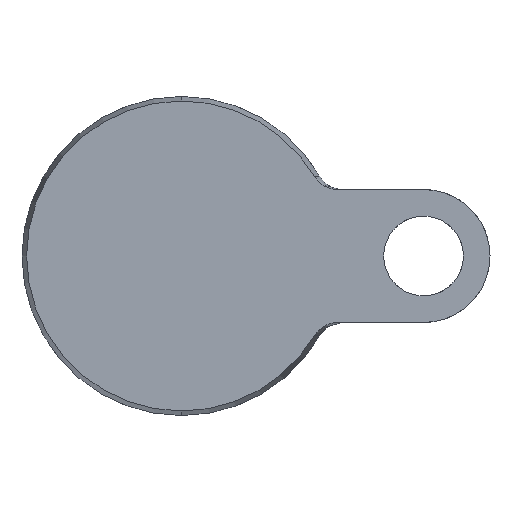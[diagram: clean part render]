
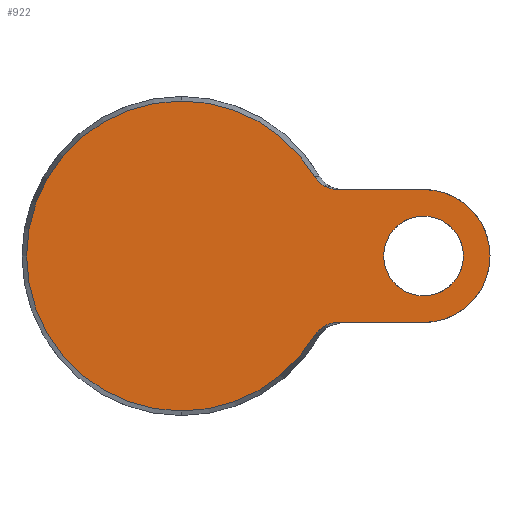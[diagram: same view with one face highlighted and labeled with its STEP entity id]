
A CAD part, front view. The second image highlights one B-rep face of the part: STEP entity #922.
In plain terms, the highlighted planar face has unit normal (0, -1, 0).
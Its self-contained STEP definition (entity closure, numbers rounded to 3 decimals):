
#17 = CARTESIAN_POINT ( 'NONE',  ( 27.057, 0., 13.048 ) ) ;
#24 = CIRCLE ( 'NONE', #1344, 29.143 ) ;
#31 = CARTESIAN_POINT ( 'NONE',  ( 26.144, 0., 13.642 ) ) ;
#39 = CARTESIAN_POINT ( 'NONE',  ( 29.374, 0., -12.5 ) ) ;
#41 = CARTESIAN_POINT ( 'NONE',  ( 26.497, 0., -13.379 ) ) ;
#43 = DIRECTION ( 'NONE',  ( 0., -1., 0. ) ) ;
#46 = DIRECTION ( 'NONE',  ( 0., 1., 0. ) ) ;
#64 = ORIENTED_EDGE ( 'NONE', *, *, #884, .T. ) ;
#80 = EDGE_CURVE ( 'NONE', #348, #1203, #638, .T. ) ;
#97 = CARTESIAN_POINT ( 'NONE',  ( 45.5, 0., 0. ) ) ;
#98 = CARTESIAN_POINT ( 'NONE',  ( 15., 0., -12.5 ) ) ;
#109 = AXIS2_PLACEMENT_3D ( 'NONE', #299, #420, #1262 ) ;
#125 = CARTESIAN_POINT ( 'NONE',  ( 25.976, 0., 13.785 ) ) ;
#135 = AXIS2_PLACEMENT_3D ( 'NONE', #1137, #1370, #324 ) ;
#150 = CARTESIAN_POINT ( 'NONE',  ( 28.933, 0., -12.5 ) ) ;
#151 = VECTOR ( 'NONE', #524, 1000. ) ;
#165 = CARTESIAN_POINT ( 'NONE',  ( 45.5, 0., -12.5 ) ) ;
#170 = VERTEX_POINT ( 'NONE', #893 ) ;
#183 = VERTEX_POINT ( 'NONE', #1319 ) ;
#192 = ORIENTED_EDGE ( 'NONE', *, *, #722, .F. ) ;
#211 = VERTEX_POINT ( 'NONE', #483 ) ;
#224 = CARTESIAN_POINT ( 'NONE',  ( 27.253, 0., 12.954 ) ) ;
#241 = CIRCLE ( 'NONE', #1233, 7.5 ) ;
#262 = CARTESIAN_POINT ( 'NONE',  ( 0., 0., 0. ) ) ;
#289 = EDGE_CURVE ( 'NONE', #170, #846, #334, .T. ) ;
#299 = CARTESIAN_POINT ( 'NONE',  ( -29.143, 0., 0. ) ) ;
#303 = CARTESIAN_POINT ( 'NONE',  ( 29.374, 0., 12.5 ) ) ;
#324 = DIRECTION ( 'NONE',  ( 0., 0., -1. ) ) ;
#327 = CARTESIAN_POINT ( 'NONE',  ( 28.933, 0., 12.5 ) ) ;
#330 = AXIS2_PLACEMENT_3D ( 'NONE', #1002, #46, #471 ) ;
#334 = CIRCLE ( 'NONE', #1123, 12.5 ) ;
#344 = CARTESIAN_POINT ( 'NONE',  ( 25.237, 0., 14.58 ) ) ;
#348 = VERTEX_POINT ( 'NONE', #303 ) ;
#354 = CARTESIAN_POINT ( 'NONE',  ( 25.011, 0., -14.959 ) ) ;
#420 = DIRECTION ( 'NONE',  ( 0., 1., 0. ) ) ;
#449 = CARTESIAN_POINT ( 'NONE',  ( 27.869, 0., 12.721 ) ) ;
#455 = ORIENTED_EDGE ( 'NONE', *, *, #528, .T. ) ;
#458 = CARTESIAN_POINT ( 'NONE',  ( 27.871, 0., -12.72 ) ) ;
#471 = DIRECTION ( 'NONE',  ( 0., 0., 1. ) ) ;
#475 = CARTESIAN_POINT ( 'NONE',  ( 25.977, 0., -13.784 ) ) ;
#483 = CARTESIAN_POINT ( 'NONE',  ( 45.5, 0., -7.5 ) ) ;
#496 = FACE_OUTER_BOUND ( 'NONE', #1258, .T. ) ;
#500 = DIRECTION ( 'NONE',  ( 0., 0., -1. ) ) ;
#524 = DIRECTION ( 'NONE',  ( -1., 0., 0. ) ) ;
#528 = EDGE_CURVE ( 'NONE', #817, #868, #1213, .T. ) ;
#550 = CARTESIAN_POINT ( 'NONE',  ( 25.507, 0., 14.24 ) ) ;
#569 = CARTESIAN_POINT ( 'NONE',  ( 25.508, 0., -14.24 ) ) ;
#590 = ORIENTED_EDGE ( 'NONE', *, *, #1224, .T. ) ;
#638 = B_SPLINE_CURVE_WITH_KNOTS ( 'NONE', 3,
 ( #654, #327, #1189, #449, #882, #224, #17, #764, #1197, #31, #125, #550, #344, #1202 ),
 .UNSPECIFIED., .F., .F.,
 ( 4, 2, 2, 2, 2, 2, 4 ),
 ( 0., 0.001, 0.002, 0.003, 0.003, 0.004, 0.005 ),
 .UNSPECIFIED. ) ;
#654 = CARTESIAN_POINT ( 'NONE',  ( 29.374, 0., 12.5 ) ) ;
#665 = CARTESIAN_POINT ( 'NONE',  ( 28.503, 0., -12.556 ) ) ;
#676 = ORIENTED_EDGE ( 'NONE', *, *, #1068, .F. ) ;
#679 = CARTESIAN_POINT ( 'NONE',  ( 27.255, 0., -12.953 ) ) ;
#689 = DIRECTION ( 'NONE',  ( 0., 0., -1. ) ) ;
#722 = EDGE_CURVE ( 'NONE', #846, #868, #1165, .T. ) ;
#728 = EDGE_CURVE ( 'NONE', #183, #817, #778, .T. ) ;
#734 = VECTOR ( 'NONE', #754, 1000. ) ;
#736 = CIRCLE ( 'NONE', #135, 29.143 ) ;
#754 = DIRECTION ( 'NONE',  ( 1., 0., 0. ) ) ;
#764 = CARTESIAN_POINT ( 'NONE',  ( 26.678, 0., 13.261 ) ) ;
#767 = CARTESIAN_POINT ( 'NONE',  ( 45.5, 0., 0. ) ) ;
#778 = CIRCLE ( 'NONE', #1251, 29.143 ) ;
#780 = CARTESIAN_POINT ( 'NONE',  ( 29.374, 0., -12.5 ) ) ;
#795 = CARTESIAN_POINT ( 'NONE',  ( 26.862, 0., -13.142 ) ) ;
#817 = VERTEX_POINT ( 'NONE', #354 ) ;
#825 = DIRECTION ( 'NONE',  ( 0., 0., -1. ) ) ;
#829 = VERTEX_POINT ( 'NONE', #902 ) ;
#846 = VERTEX_POINT ( 'NONE', #165 ) ;
#852 = ORIENTED_EDGE ( 'NONE', *, *, #289, .F. ) ;
#860 = CARTESIAN_POINT ( 'NONE',  ( 15., 0., 12.5 ) ) ;
#868 = VERTEX_POINT ( 'NONE', #39 ) ;
#880 = DIRECTION ( 'NONE',  ( 0., 1., 0. ) ) ;
#882 = CARTESIAN_POINT ( 'NONE',  ( 27.659, 0., 12.79 ) ) ;
#884 = EDGE_CURVE ( 'NONE', #211, #1176, #1362, .T. ) ;
#893 = CARTESIAN_POINT ( 'NONE',  ( 45.5, 0., 12.5 ) ) ;
#902 = CARTESIAN_POINT ( 'NONE',  ( 0., 0., 29.143 ) ) ;
#903 = ORIENTED_EDGE ( 'NONE', *, *, #728, .T. ) ;
#922 = ADVANCED_FACE ( 'NONE', ( #496, #950 ), #1271, .F. ) ;
#931 = DIRECTION ( 'NONE',  ( 0., -1., 0. ) ) ;
#950 = FACE_BOUND ( 'NONE', #1321, .T. ) ;
#951 = ORIENTED_EDGE ( 'NONE', *, *, #80, .T. ) ;
#1002 = CARTESIAN_POINT ( 'NONE',  ( 45.5, 0., 0. ) ) ;
#1006 = CARTESIAN_POINT ( 'NONE',  ( 25.237, 0., -14.58 ) ) ;
#1039 = DIRECTION ( 'NONE',  ( 0., 1., 0. ) ) ;
#1048 = EDGE_CURVE ( 'NONE', #1176, #211, #241, .T. ) ;
#1060 = ORIENTED_EDGE ( 'NONE', *, *, #1377, .T. ) ;
#1068 = EDGE_CURVE ( 'NONE', #348, #170, #1281, .T. ) ;
#1106 = CARTESIAN_POINT ( 'NONE',  ( 26.146, 0., -13.64 ) ) ;
#1113 = CARTESIAN_POINT ( 'NONE',  ( 27.662, 0., -12.789 ) ) ;
#1123 = AXIS2_PLACEMENT_3D ( 'NONE', #97, #1039, #500 ) ;
#1137 = CARTESIAN_POINT ( 'NONE',  ( 0., 0., 0. ) ) ;
#1156 = CARTESIAN_POINT ( 'NONE',  ( 0., 0., 0. ) ) ;
#1165 = LINE ( 'NONE', #98, #151 ) ;
#1176 = VERTEX_POINT ( 'NONE', #1288 ) ;
#1189 = CARTESIAN_POINT ( 'NONE',  ( 28.502, 0., 12.556 ) ) ;
#1196 = CARTESIAN_POINT ( 'NONE',  ( 25.011, 0., 14.959 ) ) ;
#1197 = CARTESIAN_POINT ( 'NONE',  ( 26.495, 0., 13.38 ) ) ;
#1202 = CARTESIAN_POINT ( 'NONE',  ( 25.011, 0., 14.959 ) ) ;
#1203 = VERTEX_POINT ( 'NONE', #1196 ) ;
#1204 = CARTESIAN_POINT ( 'NONE',  ( 25.011, 0., -14.959 ) ) ;
#1213 = B_SPLINE_CURVE_WITH_KNOTS ( 'NONE', 3,
 ( #1204, #1006, #569, #475, #1106, #41, #795, #679, #1113, #458, #665, #150, #780 ),
 .UNSPECIFIED., .F., .F.,
 ( 4, 2, 2, 1, 2, 2, 4 ),
 ( 0., 0.001, 0.002, 0.003, 0.003, 0.004, 0.005 ),
 .UNSPECIFIED. ) ;
#1224 = EDGE_CURVE ( 'NONE', #829, #183, #24, .T. ) ;
#1233 = AXIS2_PLACEMENT_3D ( 'NONE', #767, #880, #1307 ) ;
#1251 = AXIS2_PLACEMENT_3D ( 'NONE', #1156, #931, #825 ) ;
#1258 = EDGE_LOOP ( 'NONE', ( #676, #951, #1060, #590, #903, #455, #192, #852 ) ) ;
#1262 = DIRECTION ( 'NONE',  ( 0., 0., 1. ) ) ;
#1271 = PLANE ( 'NONE',  #109 ) ;
#1281 = LINE ( 'NONE', #860, #734 ) ;
#1288 = CARTESIAN_POINT ( 'NONE',  ( 45.5, 0., 7.5 ) ) ;
#1307 = DIRECTION ( 'NONE',  ( 0., 0., 1. ) ) ;
#1319 = CARTESIAN_POINT ( 'NONE',  ( 0., 0., -29.143 ) ) ;
#1321 = EDGE_LOOP ( 'NONE', ( #64, #1342 ) ) ;
#1342 = ORIENTED_EDGE ( 'NONE', *, *, #1048, .T. ) ;
#1344 = AXIS2_PLACEMENT_3D ( 'NONE', #262, #43, #689 ) ;
#1362 = CIRCLE ( 'NONE', #330, 7.5 ) ;
#1370 = DIRECTION ( 'NONE',  ( 0., -1., 0. ) ) ;
#1377 = EDGE_CURVE ( 'NONE', #1203, #829, #736, .T. ) ;
